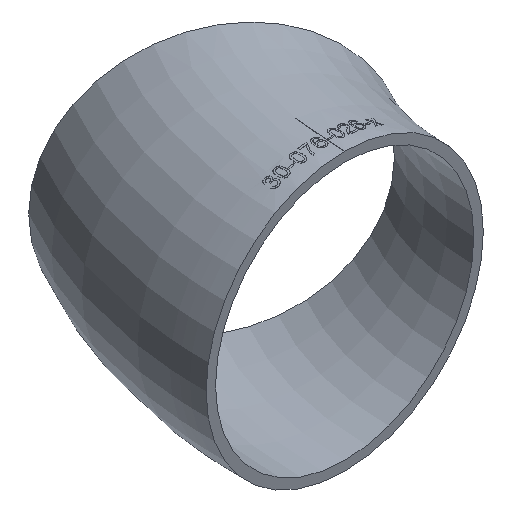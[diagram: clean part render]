
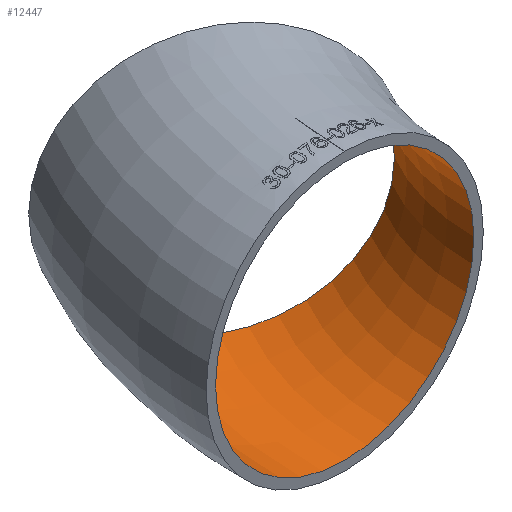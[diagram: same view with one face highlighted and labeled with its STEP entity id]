
A CAD part, isometric view. The second image highlights one B-rep face of the part: STEP entity #12447.
In plain terms, the highlighted toroidal (fillet/blend) face has major radius 95 mm and minor radius 35.45 mm.
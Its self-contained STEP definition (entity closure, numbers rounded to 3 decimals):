
#449 = TOROIDAL_SURFACE ( 'NONE', #17445, 95., 35.45 ) ;
#1307 = FACE_OUTER_BOUND ( 'NONE', #18280, .T. ) ;
#2117 = EDGE_CURVE ( 'NONE', #8046, #8046, #9690, .T. ) ;
#2710 = CARTESIAN_POINT ( 'NONE',  ( -82.272, 47.5, 0. ) ) ;
#3190 = ORIENTED_EDGE ( 'NONE', *, *, #2117, .T. ) ;
#4689 = FACE_OUTER_BOUND ( 'NONE', #15741, .T. ) ;
#6179 = DIRECTION ( 'NONE',  ( 0., 0., 1. ) ) ;
#7749 = CARTESIAN_POINT ( 'NONE',  ( -95., 0., 0. ) ) ;
#7762 = AXIS2_PLACEMENT_3D ( 'NONE', #2710, #17453, #17218 ) ;
#8046 = VERTEX_POINT ( 'NONE', #16997 ) ;
#8904 = DIRECTION ( 'NONE',  ( 0., 0., -1. ) ) ;
#9199 = CIRCLE ( 'NONE', #12315, 35.45 ) ;
#9548 = DIRECTION ( 'NONE',  ( 0., 1., 0. ) ) ;
#9690 = CIRCLE ( 'NONE', #7762, 35.45 ) ;
#10258 = DIRECTION ( 'NONE',  ( -1., 0., 0. ) ) ;
#11440 = VERTEX_POINT ( 'NONE', #22396 ) ;
#12315 = AXIS2_PLACEMENT_3D ( 'NONE', #7749, #9548, #6179 ) ;
#12447 = ADVANCED_FACE ( 'NONE', ( #1307, #4689 ), #449, .F. ) ;
#15741 = EDGE_LOOP ( 'NONE', ( #18403 ) ) ;
#16997 = CARTESIAN_POINT ( 'NONE',  ( -112.973, 65.225, 0. ) ) ;
#17218 = DIRECTION ( 'NONE',  ( -0.866, 0.5, 0. ) ) ;
#17445 = AXIS2_PLACEMENT_3D ( 'NONE', #17615, #8904, #10258 ) ;
#17453 = DIRECTION ( 'NONE',  ( 0.5, 0.866, 0. ) ) ;
#17615 = CARTESIAN_POINT ( 'NONE',  ( 0., 0., 0. ) ) ;
#18280 = EDGE_LOOP ( 'NONE', ( #3190 ) ) ;
#18403 = ORIENTED_EDGE ( 'NONE', *, *, #23481, .F. ) ;
#22396 = CARTESIAN_POINT ( 'NONE',  ( -95., 0., 35.45 ) ) ;
#23481 = EDGE_CURVE ( 'NONE', #11440, #11440, #9199, .T. ) ;
